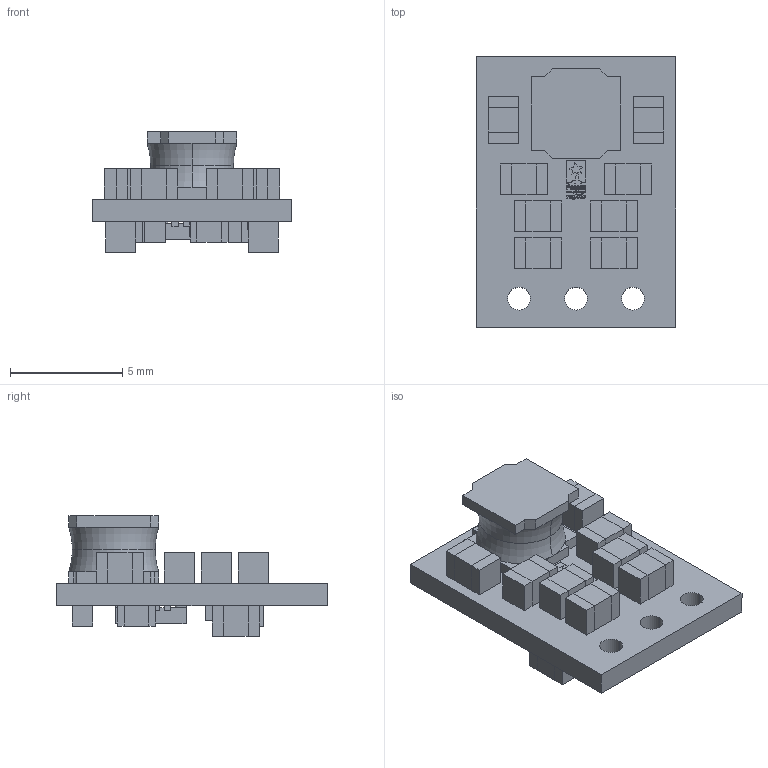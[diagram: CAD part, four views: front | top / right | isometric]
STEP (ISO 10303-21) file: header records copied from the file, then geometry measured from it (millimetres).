
FILE_DESCRIPTION (( 'STEP AP214' ), '1' );
FILE_NAME ('reg26b01_0J13596.step', '2021-12-14T00:37:23', ( '' ), ( '' ), 'SwSTEP 2.0', 'SolidWorks 2021', '' );
FILE_SCHEMA (( 'AUTOMOTIVE_DESIGN' ));
Length unit declared in the file: millimetre
Products named in the file (1): reg26b01_0J13596
Bounding box: 8.89 x 12.06 x 5.37 mm (x, y, z)
Volume: 198.9 mm3; surface area: 457.7 mm2
Topology: 1 solids, 1 shells, 726 faces, 1956 edges, 1278 vertices
Faces by surface type: plane 501, bspline 189, cylinder 32, torus 4
Entity records: 37562 total; most frequent: CARTESIAN_POINT 12774, ORIENTED_EDGE 3912, DIRECTION 2594, EDGE_CURVE 1956, LINE 1406, VECTOR 1406, VERTEX_POINT 1278, EDGE_LOOP 808
